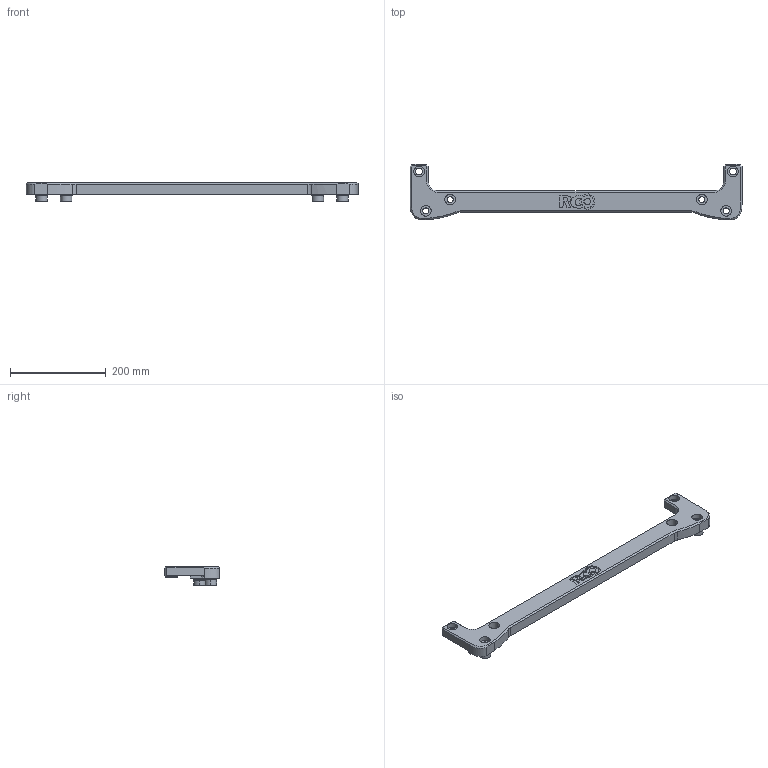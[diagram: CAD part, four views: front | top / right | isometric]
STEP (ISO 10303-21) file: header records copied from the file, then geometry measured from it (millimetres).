
FILE_DESCRIPTION (( 'STEP AP203' ), '1' );
FILE_NAME ('Barre anti raprochement inf Av.STEP', '2023-08-03T09:44:48', ( '' ), ( '' ), 'SwSTEP 2.0', 'SolidWorks 2020', '' );
FILE_SCHEMA (( 'CONFIG_CONTROL_DESIGN' ));
Length unit declared in the file: millimetre
Products named in the file (1): Barre anti raprochement inf Av
Bounding box: 693 x 115 x 39.37 mm (x, y, z)
Volume: 840007.5 mm3; surface area: 125581.7 mm2
Topology: 1 solids, 1 shells, 211 faces, 553 edges, 360 vertices
Faces by surface type: plane 118, cylinder 71, torus 12, bspline 6, cone 4
Entity records: 7843 total; most frequent: CARTESIAN_POINT 2430, DIRECTION 1119, ORIENTED_EDGE 1106, EDGE_CURVE 553, AXIS2_PLACEMENT_3D 378, LINE 363, VECTOR 363, VERTEX_POINT 360
